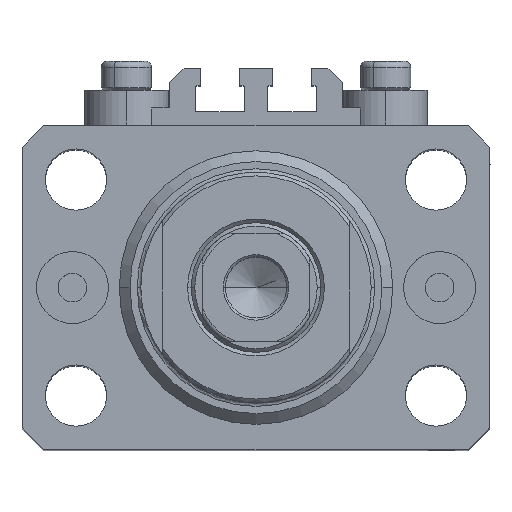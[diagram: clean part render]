
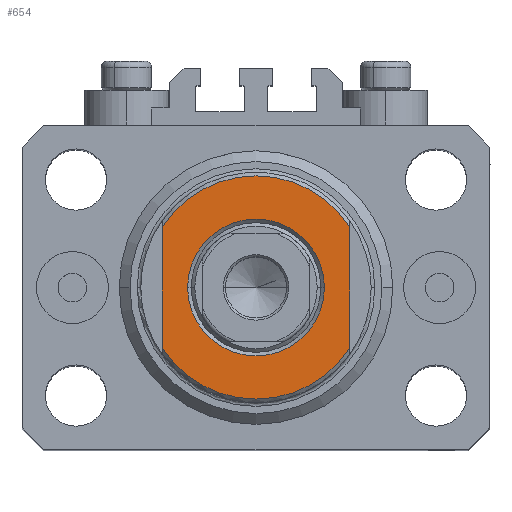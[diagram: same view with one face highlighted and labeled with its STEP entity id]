
A CAD part, top view. The second image highlights one B-rep face of the part: STEP entity #654.
In plain terms, the highlighted face is planar.
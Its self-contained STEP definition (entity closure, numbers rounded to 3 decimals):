
#392 = EDGE_CURVE ( 'NONE', #9131, #30207, #37715, .T. ) ;
#654 = ADVANCED_FACE ( 'NONE', ( #40678, #37559 ), #7974, .T. ) ;
#2002 = DIRECTION ( 'NONE',  ( -1., 0., 0. ) ) ;
#2450 = EDGE_LOOP ( 'NONE', ( #23510, #26194, #14657, #23328 ) ) ;
#2564 = LINE ( 'NONE', #17342, #16113 ) ;
#3873 = CIRCLE ( 'NONE', #31299, 15.5 ) ;
#6643 = DIRECTION ( 'NONE',  ( -1., 0., 0. ) ) ;
#7604 = DIRECTION ( 'NONE',  ( 0., -1., 0. ) ) ;
#7857 = ORIENTED_EDGE ( 'NONE', *, *, #13672, .T. ) ;
#7974 = PLANE ( 'NONE',  #35478 ) ;
#8316 = EDGE_CURVE ( 'NONE', #39054, #34133, #3873, .T. ) ;
#8674 = CARTESIAN_POINT ( 'NONE',  ( 0., 0., -6.5 ) ) ;
#9131 = VERTEX_POINT ( 'NONE', #41765 ) ;
#11172 = CARTESIAN_POINT ( 'NONE',  ( 0., 0., -6.5 ) ) ;
#12721 = CARTESIAN_POINT ( 'NONE',  ( 0., 0., -6.5 ) ) ;
#13672 = EDGE_CURVE ( 'NONE', #30207, #9131, #39579, .T. ) ;
#13730 = AXIS2_PLACEMENT_3D ( 'NONE', #12721, #41599, #34466 ) ;
#14088 = CARTESIAN_POINT ( 'NONE',  ( -13., -8.441, -6.5 ) ) ;
#14657 = ORIENTED_EDGE ( 'NONE', *, *, #16485, .T. ) ;
#16113 = VECTOR ( 'NONE', #16887, 1000. ) ;
#16485 = EDGE_CURVE ( 'NONE', #34098, #26542, #32843, .T. ) ;
#16887 = DIRECTION ( 'NONE',  ( 0., -1., 0. ) ) ;
#17059 = DIRECTION ( 'NONE',  ( -1., 0., 0. ) ) ;
#17342 = CARTESIAN_POINT ( 'NONE',  ( -13., -43.081, -6.5 ) ) ;
#19112 = CARTESIAN_POINT ( 'NONE',  ( 13., -8.441, -6.5 ) ) ;
#19726 = AXIS2_PLACEMENT_3D ( 'NONE', #42336, #34714, #2002 ) ;
#22533 = DIRECTION ( 'NONE',  ( -1., 0., 0. ) ) ;
#23328 = ORIENTED_EDGE ( 'NONE', *, *, #24253, .F. ) ;
#23510 = ORIENTED_EDGE ( 'NONE', *, *, #8316, .T. ) ;
#23771 = CARTESIAN_POINT ( 'NONE',  ( 0., 0., -6.5 ) ) ;
#24253 = EDGE_CURVE ( 'NONE', #39054, #26542, #2564, .T. ) ;
#25747 = DIRECTION ( 'NONE',  ( 0., 0., -1. ) ) ;
#26194 = ORIENTED_EDGE ( 'NONE', *, *, #34951, .T. ) ;
#26542 = VERTEX_POINT ( 'NONE', #14088 ) ;
#26731 = CARTESIAN_POINT ( 'NONE',  ( -9.5, 0., -6.5 ) ) ;
#28286 = DIRECTION ( 'NONE',  ( 0., 0., 1. ) ) ;
#28551 = AXIS2_PLACEMENT_3D ( 'NONE', #23771, #28286, #17059 ) ;
#30207 = VERTEX_POINT ( 'NONE', #26731 ) ;
#31299 = AXIS2_PLACEMENT_3D ( 'NONE', #11172, #25747, #6643 ) ;
#32843 = CIRCLE ( 'NONE', #13730, 15.5 ) ;
#32880 = ORIENTED_EDGE ( 'NONE', *, *, #392, .T. ) ;
#34098 = VERTEX_POINT ( 'NONE', #19112 ) ;
#34133 = VERTEX_POINT ( 'NONE', #44879 ) ;
#34466 = DIRECTION ( 'NONE',  ( -1., 0., 0. ) ) ;
#34714 = DIRECTION ( 'NONE',  ( 0., 0., 1. ) ) ;
#34951 = EDGE_CURVE ( 'NONE', #34133, #34098, #43881, .T. ) ;
#34980 = VECTOR ( 'NONE', #7604, 1000. ) ;
#35478 = AXIS2_PLACEMENT_3D ( 'NONE', #8674, #40452, #22533 ) ;
#37559 = FACE_OUTER_BOUND ( 'NONE', #2450, .T. ) ;
#37715 = CIRCLE ( 'NONE', #28551, 9.5 ) ;
#38864 = EDGE_LOOP ( 'NONE', ( #7857, #32880 ) ) ;
#39054 = VERTEX_POINT ( 'NONE', #42076 ) ;
#39579 = CIRCLE ( 'NONE', #19726, 9.5 ) ;
#40452 = DIRECTION ( 'NONE',  ( 0., 0., -1. ) ) ;
#40678 = FACE_BOUND ( 'NONE', #38864, .T. ) ;
#40768 = CARTESIAN_POINT ( 'NONE',  ( 13., -43.081, -6.5 ) ) ;
#41599 = DIRECTION ( 'NONE',  ( 0., 0., -1. ) ) ;
#41765 = CARTESIAN_POINT ( 'NONE',  ( 9.5, 0., -6.5 ) ) ;
#42076 = CARTESIAN_POINT ( 'NONE',  ( -13., 8.441, -6.5 ) ) ;
#42336 = CARTESIAN_POINT ( 'NONE',  ( 0., 0., -6.5 ) ) ;
#43881 = LINE ( 'NONE', #40768, #34980 ) ;
#44879 = CARTESIAN_POINT ( 'NONE',  ( 13., 8.441, -6.5 ) ) ;
